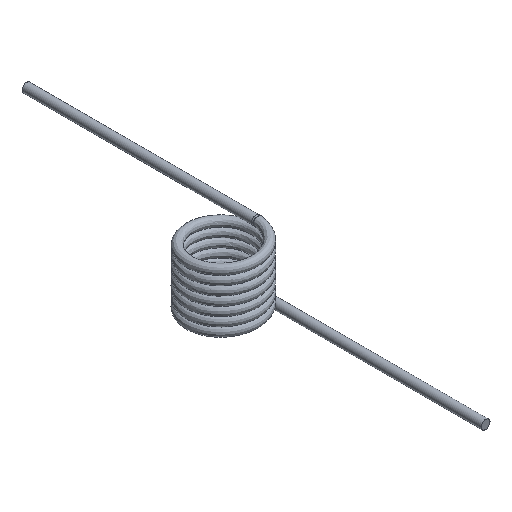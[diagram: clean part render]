
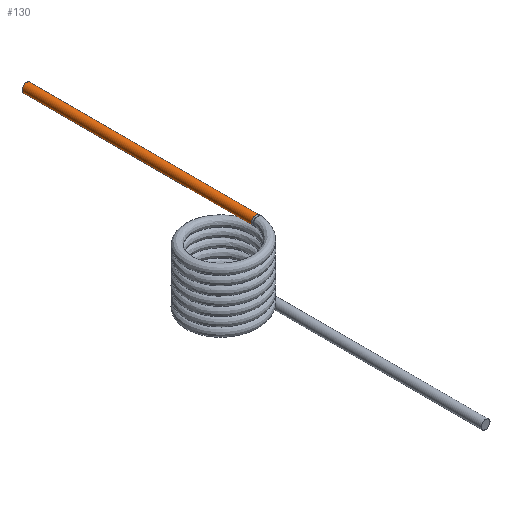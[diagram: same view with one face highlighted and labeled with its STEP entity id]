
A CAD part, isometric view. The second image highlights one B-rep face of the part: STEP entity #130.
In plain terms, the highlighted cylindrical face has radius 0.61 mm (diameter 1.22 mm), a full revolution.
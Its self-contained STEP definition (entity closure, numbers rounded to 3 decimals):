
#21=FACE_BOUND('',#40,.T.);
#25=B_SPLINE_CURVE_WITH_KNOTS('',3,(#227,#228,#229,#230,#231,#232,#233,
#234,#235,#236,#237,#238,#239,#240,#241,#242,#243,#244,#245,#246,#247,#248,
#249,#250,#251,#252,#253,#254,#255,#256,#257,#258,#259,#260,#261,#262,#263,
#264,#265,#266,#267,#268,#269,#270,#271,#272,#273,#274,#275,#276,#277,#278,
#279,#280,#281,#282,#283,#284,#285,#286,#287,#288,#289,#290,#291,#292,#293,
#294,#295,#296,#297,#298,#299,#300),.UNSPECIFIED.,.T.,.F.,(4,2,2,2,2,2,
2,2,2,2,2,2,2,2,2,2,2,2,2,2,2,2,2,2,2,2,2,2,2,2,2,2,2,2,2,2,4),(-0.347,
-0.302,-0.285,-0.281,-0.279,
-0.278,-0.277,-0.276,-0.275,
-0.272,-0.259,-0.245,-0.242,
-0.24,-0.239,-0.237,-0.235,
-0.227,-0.18,-0.169,-0.165,
-0.163,-0.162,-0.16,-0.159,
-0.155,-0.142,-0.139,-0.137,
-0.135,-0.134,-0.132,-0.126,
-0.125,-0.123,-0.111,0.),
 .UNSPECIFIED.);
#30=FACE_OUTER_BOUND('',#39,.T.);
#39=EDGE_LOOP('',(#91,#92,#93,#94,#95));
#40=EDGE_LOOP('',(#96));
#52=LINE('',#222,#54);
#54=VECTOR('',#183,0.61);
#56=CIRCLE('',#160,0.61);
#57=CIRCLE('',#161,0.61);
#58=CIRCLE('',#162,0.61);
#64=VERTEX_POINT('',#219);
#65=VERTEX_POINT('',#221);
#66=VERTEX_POINT('',#223);
#67=VERTEX_POINT('',#226);
#74=EDGE_CURVE('',#64,#64,#56,.T.);
#75=EDGE_CURVE('',#64,#65,#52,.T.);
#76=EDGE_CURVE('',#65,#66,#57,.T.);
#77=EDGE_CURVE('',#66,#65,#58,.T.);
#78=EDGE_CURVE('',#67,#67,#25,.T.);
#91=ORIENTED_EDGE('',*,*,#74,.F.);
#92=ORIENTED_EDGE('',*,*,#75,.T.);
#93=ORIENTED_EDGE('',*,*,#76,.T.);
#94=ORIENTED_EDGE('',*,*,#77,.T.);
#95=ORIENTED_EDGE('',*,*,#75,.F.);
#96=ORIENTED_EDGE('',*,*,#78,.F.);
#125=CYLINDRICAL_SURFACE('',#159,0.61);
#130=ADVANCED_FACE('',(#30,#21),#125,.T.);
#159=AXIS2_PLACEMENT_3D('',#218,#179,#180);
#160=AXIS2_PLACEMENT_3D('',#220,#181,#182);
#161=AXIS2_PLACEMENT_3D('',#224,#184,#185);
#162=AXIS2_PLACEMENT_3D('',#225,#186,#187);
#179=DIRECTION('center_axis',(0.,1.,0.));
#180=DIRECTION('ref_axis',(-1.,0.,0.));
#181=DIRECTION('center_axis',(0.,1.,0.));
#182=DIRECTION('ref_axis',(-1.,0.,0.));
#183=DIRECTION('',(0.,-1.,0.));
#184=DIRECTION('center_axis',(0.,1.,0.));
#185=DIRECTION('ref_axis',(-1.,0.,0.));
#186=DIRECTION('center_axis',(0.,1.,0.));
#187=DIRECTION('ref_axis',(-1.,0.,0.));
#218=CARTESIAN_POINT('Origin',(4.52,0.,8.625));
#219=CARTESIAN_POINT('',(5.13,31.8,8.625));
#220=CARTESIAN_POINT('Origin',(4.52,31.8,8.625));
#221=CARTESIAN_POINT('',(5.13,0.,8.625));
#222=CARTESIAN_POINT('',(5.13,0.,8.625));
#223=CARTESIAN_POINT('',(3.91,0.,8.625));
#224=CARTESIAN_POINT('Origin',(4.52,0.,8.625));
#225=CARTESIAN_POINT('Origin',(4.52,0.,8.625));
#226=CARTESIAN_POINT('',(4.62,0.586,8.024));
#227=CARTESIAN_POINT('Ctrl Pts',(4.62,0.586,8.024));
#228=CARTESIAN_POINT('Ctrl Pts',(4.615,0.434,8.023));
#229=CARTESIAN_POINT('Ctrl Pts',(4.602,0.3,8.021));
#230=CARTESIAN_POINT('Ctrl Pts',(4.579,0.165,8.018));
#231=CARTESIAN_POINT('Ctrl Pts',(4.568,0.106,8.017));
#232=CARTESIAN_POINT('Ctrl Pts',(4.549,0.055,8.016));
#233=CARTESIAN_POINT('Ctrl Pts',(4.544,0.045,8.016));
#234=CARTESIAN_POINT('Ctrl Pts',(4.536,0.034,8.016));
#235=CARTESIAN_POINT('Ctrl Pts',(4.533,0.03,8.016));
#236=CARTESIAN_POINT('Ctrl Pts',(4.528,0.027,8.015));
#237=CARTESIAN_POINT('Ctrl Pts',(4.526,0.026,8.015));
#238=CARTESIAN_POINT('Ctrl Pts',(4.523,0.024,8.015));
#239=CARTESIAN_POINT('Ctrl Pts',(4.521,0.024,8.015));
#240=CARTESIAN_POINT('Ctrl Pts',(4.517,0.024,8.015));
#241=CARTESIAN_POINT('Ctrl Pts',(4.515,0.025,8.015));
#242=CARTESIAN_POINT('Ctrl Pts',(4.511,0.027,8.015));
#243=CARTESIAN_POINT('Ctrl Pts',(4.508,0.029,8.016));
#244=CARTESIAN_POINT('Ctrl Pts',(4.501,0.036,8.016));
#245=CARTESIAN_POINT('Ctrl Pts',(4.496,0.044,8.016));
#246=CARTESIAN_POINT('Ctrl Pts',(4.472,0.093,8.017));
#247=CARTESIAN_POINT('Ctrl Pts',(4.454,0.171,8.019));
#248=CARTESIAN_POINT('Ctrl Pts',(4.416,0.363,8.024));
#249=CARTESIAN_POINT('Ctrl Pts',(4.397,0.481,8.028));
#250=CARTESIAN_POINT('Ctrl Pts',(4.375,0.609,8.033));
#251=CARTESIAN_POINT('Ctrl Pts',(4.371,0.633,8.034));
#252=CARTESIAN_POINT('Ctrl Pts',(4.365,0.669,8.035));
#253=CARTESIAN_POINT('Ctrl Pts',(4.363,0.682,8.036));
#254=CARTESIAN_POINT('Ctrl Pts',(4.359,0.705,8.037));
#255=CARTESIAN_POINT('Ctrl Pts',(4.358,0.714,8.037));
#256=CARTESIAN_POINT('Ctrl Pts',(4.354,0.736,8.038));
#257=CARTESIAN_POINT('Ctrl Pts',(4.352,0.748,8.039));
#258=CARTESIAN_POINT('Ctrl Pts',(4.347,0.779,8.04));
#259=CARTESIAN_POINT('Ctrl Pts',(4.344,0.799,8.041));
#260=CARTESIAN_POINT('Ctrl Pts',(4.332,0.872,8.045));
#261=CARTESIAN_POINT('Ctrl Pts',(4.324,0.926,8.048));
#262=CARTESIAN_POINT('Ctrl Pts',(4.259,1.337,8.071));
#263=CARTESIAN_POINT('Ctrl Pts',(4.227,1.606,8.091));
#264=CARTESIAN_POINT('Ctrl Pts',(4.231,1.837,8.088));
#265=CARTESIAN_POINT('Ctrl Pts',(4.235,1.891,8.086));
#266=CARTESIAN_POINT('Ctrl Pts',(4.249,1.95,8.079));
#267=CARTESIAN_POINT('Ctrl Pts',(4.254,1.967,8.076));
#268=CARTESIAN_POINT('Ctrl Pts',(4.265,1.987,8.071));
#269=CARTESIAN_POINT('Ctrl Pts',(4.27,1.994,8.069));
#270=CARTESIAN_POINT('Ctrl Pts',(4.279,2.003,8.065));
#271=CARTESIAN_POINT('Ctrl Pts',(4.283,2.006,8.063));
#272=CARTESIAN_POINT('Ctrl Pts',(4.292,2.009,8.06));
#273=CARTESIAN_POINT('Ctrl Pts',(4.297,2.01,8.058));
#274=CARTESIAN_POINT('Ctrl Pts',(4.308,2.011,8.054));
#275=CARTESIAN_POINT('Ctrl Pts',(4.314,2.009,8.051));
#276=CARTESIAN_POINT('Ctrl Pts',(4.33,2.002,8.045));
#277=CARTESIAN_POINT('Ctrl Pts',(4.341,1.993,8.042));
#278=CARTESIAN_POINT('Ctrl Pts',(4.386,1.948,8.029));
#279=CARTESIAN_POINT('Ctrl Pts',(4.418,1.885,8.024));
#280=CARTESIAN_POINT('Ctrl Pts',(4.437,1.844,8.021));
#281=CARTESIAN_POINT('Ctrl Pts',(4.441,1.835,8.021));
#282=CARTESIAN_POINT('Ctrl Pts',(4.446,1.822,8.02));
#283=CARTESIAN_POINT('Ctrl Pts',(4.448,1.817,8.02));
#284=CARTESIAN_POINT('Ctrl Pts',(4.452,1.81,8.019));
#285=CARTESIAN_POINT('Ctrl Pts',(4.453,1.806,8.019));
#286=CARTESIAN_POINT('Ctrl Pts',(4.456,1.8,8.019));
#287=CARTESIAN_POINT('Ctrl Pts',(4.457,1.796,8.019));
#288=CARTESIAN_POINT('Ctrl Pts',(4.46,1.788,8.018));
#289=CARTESIAN_POINT('Ctrl Pts',(4.463,1.782,8.018));
#290=CARTESIAN_POINT('Ctrl Pts',(4.47,1.761,8.017));
#291=CARTESIAN_POINT('Ctrl Pts',(4.476,1.746,8.017));
#292=CARTESIAN_POINT('Ctrl Pts',(4.482,1.729,8.017));
#293=CARTESIAN_POINT('Ctrl Pts',(4.482,1.727,8.017));
#294=CARTESIAN_POINT('Ctrl Pts',(4.485,1.72,8.016));
#295=CARTESIAN_POINT('Ctrl Pts',(4.487,1.714,8.016));
#296=CARTESIAN_POINT('Ctrl Pts',(4.498,1.679,8.016));
#297=CARTESIAN_POINT('Ctrl Pts',(4.507,1.649,8.015));
#298=CARTESIAN_POINT('Ctrl Pts',(4.594,1.332,8.015));
#299=CARTESIAN_POINT('Ctrl Pts',(4.632,0.957,8.026));
#300=CARTESIAN_POINT('Ctrl Pts',(4.62,0.586,8.024));
